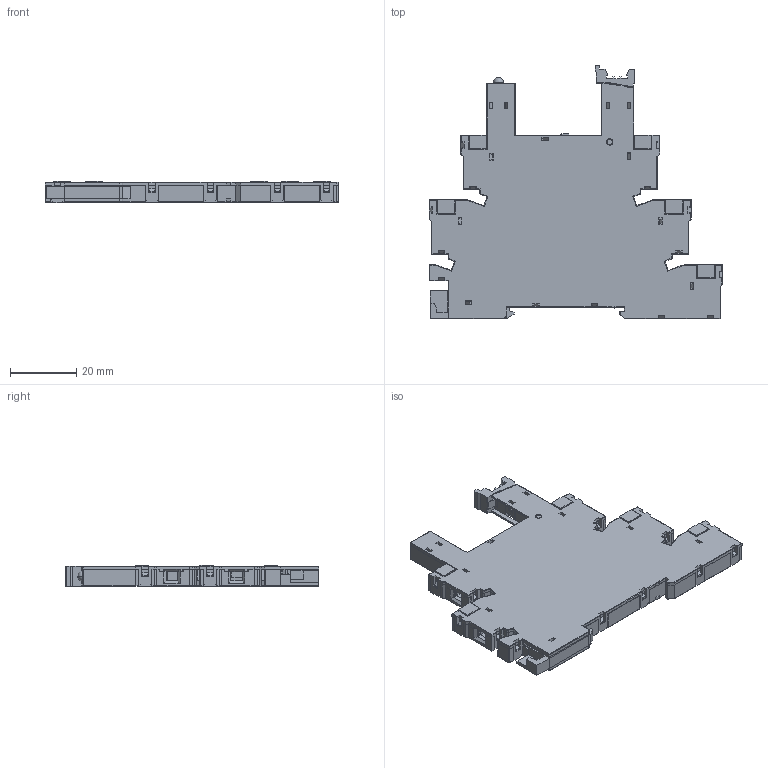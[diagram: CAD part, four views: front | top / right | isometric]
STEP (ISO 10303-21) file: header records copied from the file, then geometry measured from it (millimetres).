
FILE_DESCRIPTION (( 'STEP AP203' ), '1' );
FILE_NAME ('2_41F-1Z-C2-X.STEP', '2024-12-16T19:25:58', ( '' ), ( '' ), 'SwSTEP 2.0', 'SolidWorks 2022', '' );
FILE_SCHEMA (( 'CONFIG_CONTROL_DESIGN' ));
Length unit declared in the file: millimetre
Products named in the file (1): 2_41F-1Z-C2-X
Bounding box: 88.5 x 76.4 x 6.4 mm (x, y, z)
Volume: 23883 mm3; surface area: 26378.7 mm2
Topology: 17 solids, 17 shells, 2114 faces, 5754 edges, 3679 vertices
Faces by surface type: plane 1652, cylinder 396, sphere 24, torus 24, cone 18
Entity records: 65684 total; most frequent: CARTESIAN_POINT 12543, ORIENTED_EDGE 11436, DIRECTION 10297, EDGE_CURVE 5718, VECTOR 4887, LINE 4887, VERTEX_POINT 3667, AXIS2_PLACEMENT_3D 2705
